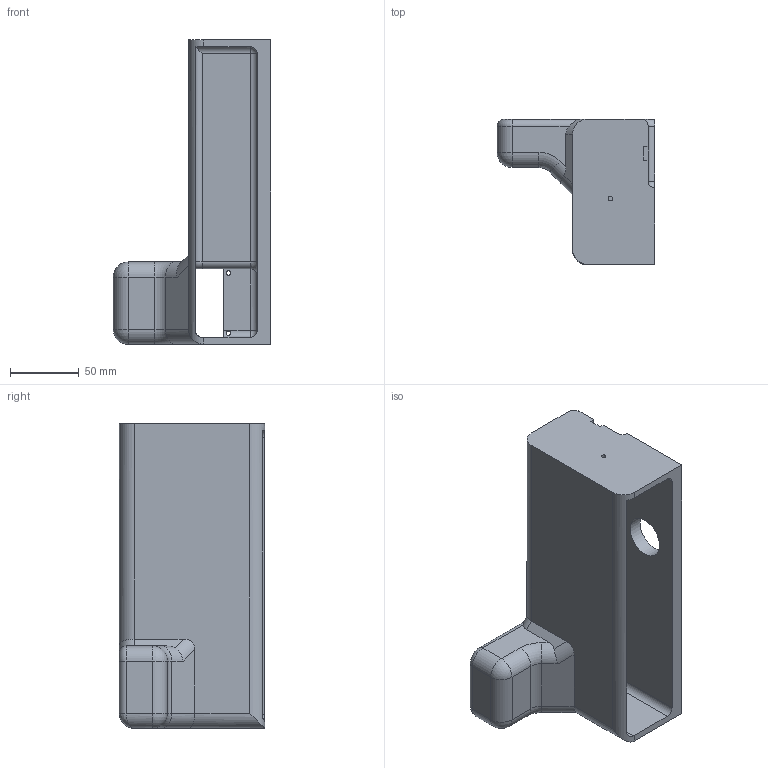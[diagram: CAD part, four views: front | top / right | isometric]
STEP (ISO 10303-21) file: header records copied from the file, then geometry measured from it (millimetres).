
FILE_DESCRIPTION(/* description */ ('STEP AP242','CAx-IF Rec.Pracs.---Representation and Presentation of Product Manufacturing Information (PMI)---4.0---2014-10-13','CAx-IF Rec.Pracs.---3D Tessellated Geometry---0.4---2014-09-14','2;1'),/* implementation_level */ '2;1');
FILE_NAME(/* name */ '688db23b44961510ff4f8eb0',/* time_stamp */ '2025-08-02T06:37:49Z',/* author */ (''),/* organization */ (''),/* preprocessor_version */ 'ST-DEVELOPER v20',/* originating_system */ 'ONSHAPE BY PTC INC, 1.201',/* authorisation */ ' ');
FILE_SCHEMA (('AP242_MANAGED_MODEL_BASED_3D_ENGINEERING_MIM_LF { 1 0 10303 442 1 1 4 }'));
Length unit declared in the file: metre
Products named in the file (1): Vertical Right Up
Bounding box: 115 x 106 x 222 mm (x, y, z)
Surface area: 141861.9 mm2 (no closed solid volume)
Topology: 0 solids, 1 shells, 90 faces, 246 edges, 145 vertices
Faces by surface type: cylinder 43, plane 31, torus 7, sphere 5, bspline 4
Full cylindrical faces by diameter (mm): 3.3 x7, 30 x1
Entity records: 3277 total; most frequent: CARTESIAN_POINT 1061, DIRECTION 460, ORIENTED_EDGE 447, EDGE_CURVE 225, AXIS2_PLACEMENT_3D 168, VERTEX_POINT 139, LINE 124, VECTOR 124
